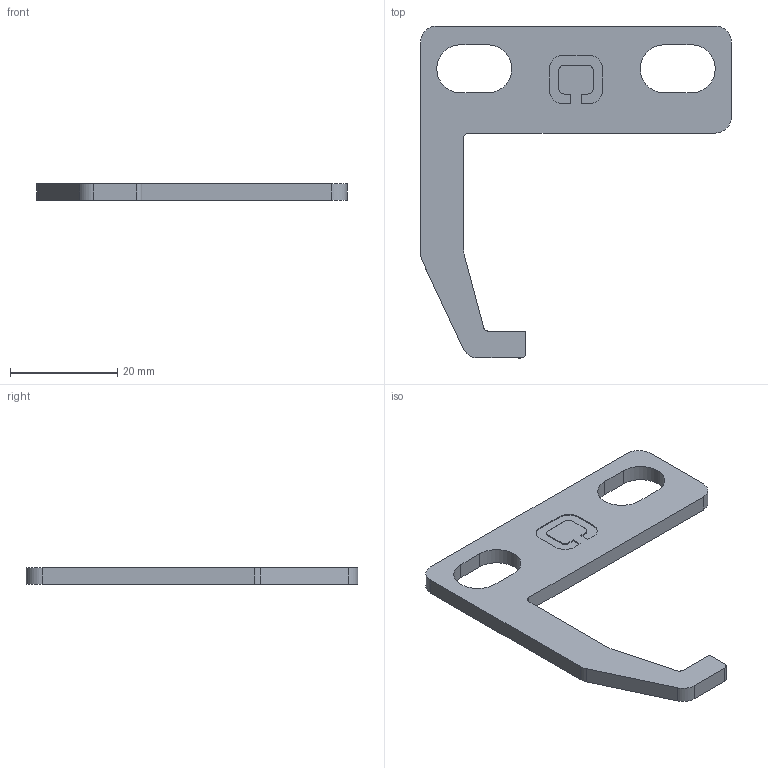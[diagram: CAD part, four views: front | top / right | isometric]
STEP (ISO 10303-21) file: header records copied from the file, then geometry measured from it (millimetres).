
FILE_DESCRIPTION(('STEP AP203'), '1');
FILE_NAME('ÐË275.RC35 Çàõâàò RC35 âñïîìîãàòåëüíûé', '', ('UNSPECIFIED'), ('UNSPECIFIED'), 'ASCON STEP Converter 1.3', 'ASCON Math Kernel', '');
FILE_SCHEMA(('CONFIG_CONTROL_DESIGN'));
Length unit declared in the file: millimetre
Products named in the file (1): 275.RC35
Bounding box: 58 x 62 x 3 mm (x, y, z)
Volume: 3825.1 mm3; surface area: 3540.1 mm2
Topology: 1 solids, 1 shells, 50 faces, 141 edges, 94 vertices
Faces by surface type: plane 29, cylinder 21
Entity records: 2079 total; most frequent: CARTESIAN_POINT 286, DIRECTION 285, ORIENTED_EDGE 282, EDGE_CURVE 141, LINE 99, VECTOR 99, VERTEX_POINT 94, AXIS2_PLACEMENT_3D 93
